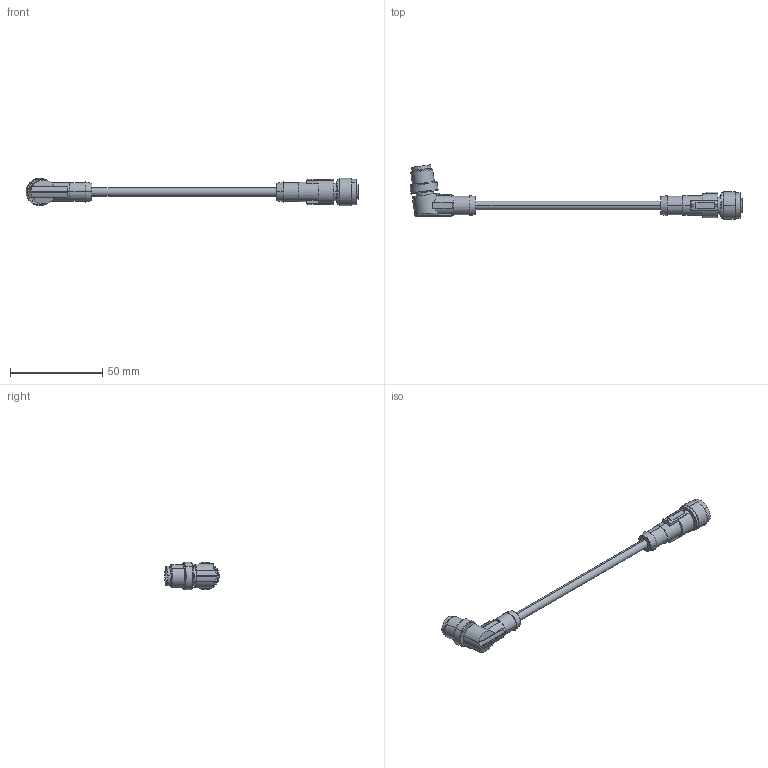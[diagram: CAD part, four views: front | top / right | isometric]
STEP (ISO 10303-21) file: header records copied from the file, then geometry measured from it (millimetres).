
FILE_DESCRIPTION(('SolidDesigner STEP Export'),'2;1');
FILE_NAME('1415635_SAC_4P_M12MR_1.5_PVC_M12FS-select.stp','2015-02-02T13:10:37',(''),(''),'Creo Elements/Direct Modeling STEP processor for AP214 (Solid Model)','Creo Elements/Direct Modeling 18.1B 29-Sep-2012 (C) Parametric Technology GmbH','');
FILE_SCHEMA(('AUTOMOTIVE_DESIGN { 1 0 10303 214 1 1 1 1 }'));
Length unit declared in the file: millimetre
Products named in the file (2): 1415635_SAC_4P_M12MR_1.5_PVC_M12FS-select
Assembly tree (1 placements, depth 2):
  1415635_SAC_4P_M12MR_1.5_PVC_M12FS-select
    1415635_SAC_4P_M12MR_1.5_PVC_M12FS-select
Bounding box: 179.69 x 29.45 x 14.79 mm (x, y, z)
Volume: 11077.8 mm3; surface area: 6783.8 mm2
Topology: 1 solids, 1 shells, 223 faces, 587 edges, 392 vertices
Faces by surface type: cylinder 94, plane 90, cone 39
Entity records: 10477 total; most frequent: CARTESIAN_POINT 3345, ORIENTED_EDGE 1174, DIRECTION 995, EDGE_CURVE 587, VERTEX_POINT 392, AXIS2_PLACEMENT_3D 362, VECTOR 271, LINE 271
